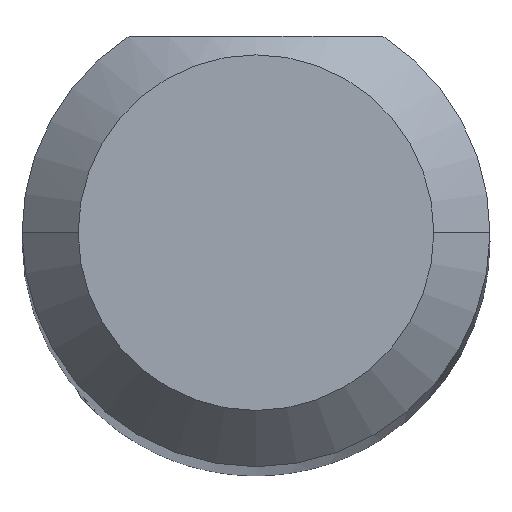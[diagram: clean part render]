
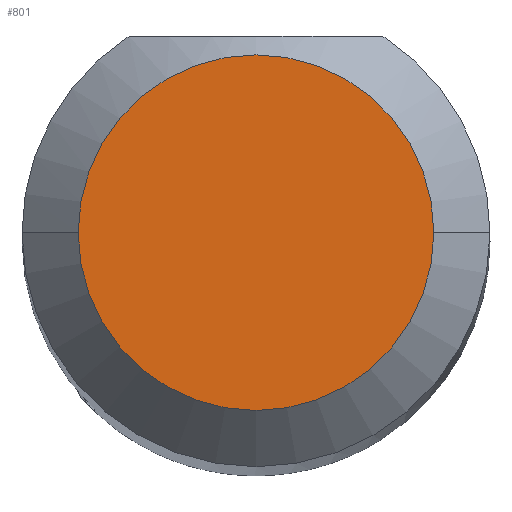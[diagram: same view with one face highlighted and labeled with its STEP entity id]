
A CAD part, top view. The second image highlights one B-rep face of the part: STEP entity #801.
In plain terms, the highlighted planar face has unit normal (0, 0, 1).
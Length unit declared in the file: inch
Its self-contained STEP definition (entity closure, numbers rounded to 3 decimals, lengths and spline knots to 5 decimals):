
#90 = ORIENTED_EDGE ( 'NONE', *, *, #789, .T. ) ;
#131 = EDGE_LOOP ( 'NONE', ( #805, #90 ) ) ;
#146 = AXIS2_PLACEMENT_3D ( 'NONE', #205, #656, #481 ) ;
#156 = FACE_OUTER_BOUND ( 'NONE', #131, .T. ) ;
#205 = CARTESIAN_POINT ( 'NONE',  ( 0., 0., 1.5 ) ) ;
#216 = DIRECTION ( 'NONE',  ( 1., 0., 0. ) ) ;
#310 = CIRCLE ( 'NONE', #491, 0.0475 ) ;
#313 = VERTEX_POINT ( 'NONE', #647 ) ;
#401 = CARTESIAN_POINT ( 'NONE',  ( 0., 0., 1.5 ) ) ;
#415 = DIRECTION ( 'NONE',  ( 0., 0., 1. ) ) ;
#465 = PLANE ( 'NONE',  #146 ) ;
#481 = DIRECTION ( 'NONE',  ( 1., 0., 0. ) ) ;
#491 = AXIS2_PLACEMENT_3D ( 'NONE', #734, #537, #216 ) ;
#537 = DIRECTION ( 'NONE',  ( 0., 0., 1. ) ) ;
#595 = VERTEX_POINT ( 'NONE', #752 ) ;
#647 = CARTESIAN_POINT ( 'NONE',  ( -0.0475, 0., 1.5 ) ) ;
#650 = AXIS2_PLACEMENT_3D ( 'NONE', #401, #415, #671 ) ;
#656 = DIRECTION ( 'NONE',  ( 0., 0., 1. ) ) ;
#671 = DIRECTION ( 'NONE',  ( 1., 0., 0. ) ) ;
#734 = CARTESIAN_POINT ( 'NONE',  ( 0., 0., 1.5 ) ) ;
#752 = CARTESIAN_POINT ( 'NONE',  ( 0.0475, 0., 1.5 ) ) ;
#789 = EDGE_CURVE ( 'NONE', #595, #313, #832, .T. ) ;
#801 = ADVANCED_FACE ( 'NONE', ( #156 ), #465, .T. ) ;
#803 = EDGE_CURVE ( 'NONE', #313, #595, #310, .T. ) ;
#805 = ORIENTED_EDGE ( 'NONE', *, *, #803, .T. ) ;
#832 = CIRCLE ( 'NONE', #650, 0.0475 ) ;
